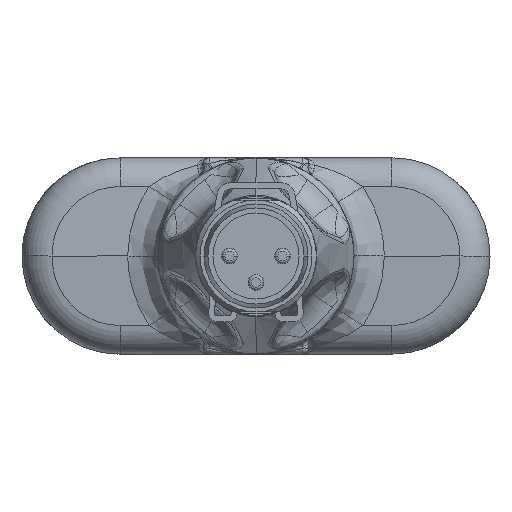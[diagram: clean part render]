
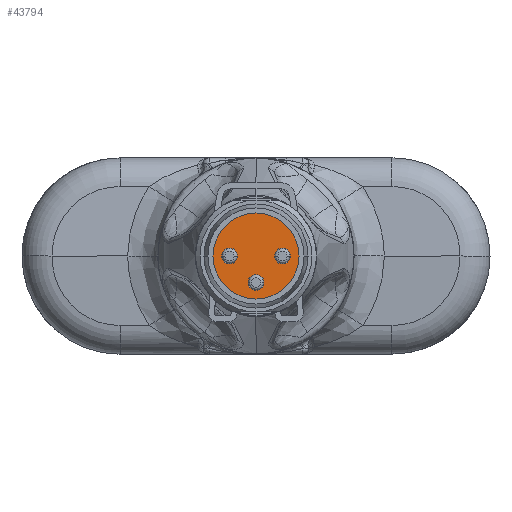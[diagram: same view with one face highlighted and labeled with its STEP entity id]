
A CAD part, left-side view. The second image highlights one B-rep face of the part: STEP entity #43794.
In plain terms, the highlighted face is planar.
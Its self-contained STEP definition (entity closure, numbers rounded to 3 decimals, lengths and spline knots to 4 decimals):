
#33076=CARTESIAN_POINT('',(0.,0.,0.));
#33077=DIRECTION('',(0.,0.,-1.));
#33078=DIRECTION('',(1.,0.,0.));
#33079=AXIS2_PLACEMENT_3D('',#33076,#33077,#33078);
#33081=CARTESIAN_POINT('',(0.,0.,0.));
#33082=DIRECTION('',(0.,0.,-1.));
#33083=DIRECTION('',(-1.,0.,0.));
#33084=AXIS2_PLACEMENT_3D('',#33081,#33082,#33083);
#33086=CARTESIAN_POINT('',(-1.75,0.,0.));
#33087=DIRECTION('',(0.,0.,1.));
#33088=DIRECTION('',(0.,-1.,0.));
#33089=AXIS2_PLACEMENT_3D('',#33086,#33087,#33088);
#33091=CARTESIAN_POINT('',(-1.75,0.,0.));
#33092=DIRECTION('',(0.,0.,1.));
#33093=DIRECTION('',(0.,1.,0.));
#33094=AXIS2_PLACEMENT_3D('',#33091,#33092,#33093);
#33096=CARTESIAN_POINT('',(0.,-1.75,0.));
#33097=DIRECTION('',(0.,0.,1.));
#33098=DIRECTION('',(0.,-1.,0.));
#33099=AXIS2_PLACEMENT_3D('',#33096,#33097,#33098);
#33101=CARTESIAN_POINT('',(0.,-1.75,0.));
#33102=DIRECTION('',(0.,0.,1.));
#33103=DIRECTION('',(0.,1.,0.));
#33104=AXIS2_PLACEMENT_3D('',#33101,#33102,#33103);
#33106=CARTESIAN_POINT('',(1.75,0.,0.));
#33107=DIRECTION('',(0.,0.,1.));
#33108=DIRECTION('',(0.,-1.,0.));
#33109=AXIS2_PLACEMENT_3D('',#33106,#33107,#33108);
#33111=CARTESIAN_POINT('',(1.75,0.,0.));
#33112=DIRECTION('',(0.,0.,1.));
#33113=DIRECTION('',(0.,1.,0.));
#33114=AXIS2_PLACEMENT_3D('',#33111,#33112,#33113);
#33524=CARTESIAN_POINT('',(-2.85,0.,0.));
#33525=VERTEX_POINT('',#33524);
#33526=CARTESIAN_POINT('',(2.85,0.,0.));
#33527=VERTEX_POINT('',#33526);
#33528=CARTESIAN_POINT('',(-1.75,-0.525,0.));
#33529=CARTESIAN_POINT('',(-1.75,0.525,0.));
#33530=VERTEX_POINT('',#33528);
#33531=VERTEX_POINT('',#33529);
#33532=CARTESIAN_POINT('',(0.,-2.275,0.));
#33533=CARTESIAN_POINT('',(0.,-1.225,0.));
#33534=VERTEX_POINT('',#33532);
#33535=VERTEX_POINT('',#33533);
#33536=CARTESIAN_POINT('',(1.75,-0.525,0.));
#33537=CARTESIAN_POINT('',(1.75,0.525,0.));
#33538=VERTEX_POINT('',#33536);
#33539=VERTEX_POINT('',#33537);
#43767=CARTESIAN_POINT('',(0.,0.,0.));
#43768=DIRECTION('',(0.,0.,-1.));
#43769=DIRECTION('',(1.,0.,0.));
#43770=AXIS2_PLACEMENT_3D('',#43767,#43768,#43769);
#43771=PLANE('',#43770);
#43772=ORIENTED_EDGE('',*,*,#43732,.T.);
#43773=ORIENTED_EDGE('',*,*,#43755,.T.);
#43774=EDGE_LOOP('',(#43772,#43773));
#43775=FACE_OUTER_BOUND('',#43774,.F.);
#43777=ORIENTED_EDGE('',*,*,#43776,.T.);
#43779=ORIENTED_EDGE('',*,*,#43778,.T.);
#43780=EDGE_LOOP('',(#43777,#43779));
#43781=FACE_BOUND('',#43780,.F.);
#43783=ORIENTED_EDGE('',*,*,#43782,.T.);
#43785=ORIENTED_EDGE('',*,*,#43784,.T.);
#43786=EDGE_LOOP('',(#43783,#43785));
#43787=FACE_BOUND('',#43786,.F.);
#43789=ORIENTED_EDGE('',*,*,#43788,.T.);
#43791=ORIENTED_EDGE('',*,*,#43790,.T.);
#43792=EDGE_LOOP('',(#43789,#43791));
#43793=FACE_BOUND('',#43792,.F.);
#43794=ADVANCED_FACE('',(#43775,#43781,#43787,#43793),#43771,.F.);
#33080=CIRCLE('',#33079,2.85);
#33085=CIRCLE('',#33084,2.85);
#33090=CIRCLE('',#33089,0.525);
#33095=CIRCLE('',#33094,0.525);
#33100=CIRCLE('',#33099,0.525);
#33105=CIRCLE('',#33104,0.525);
#33110=CIRCLE('',#33109,0.525);
#33115=CIRCLE('',#33114,0.525);
#43732=EDGE_CURVE('',#33527,#33525,#33080,.T.);
#43755=EDGE_CURVE('',#33525,#33527,#33085,.T.);
#43776=EDGE_CURVE('',#33530,#33531,#33090,.T.);
#43778=EDGE_CURVE('',#33531,#33530,#33095,.T.);
#43782=EDGE_CURVE('',#33534,#33535,#33100,.T.);
#43784=EDGE_CURVE('',#33535,#33534,#33105,.T.);
#43788=EDGE_CURVE('',#33538,#33539,#33110,.T.);
#43790=EDGE_CURVE('',#33539,#33538,#33115,.T.);
